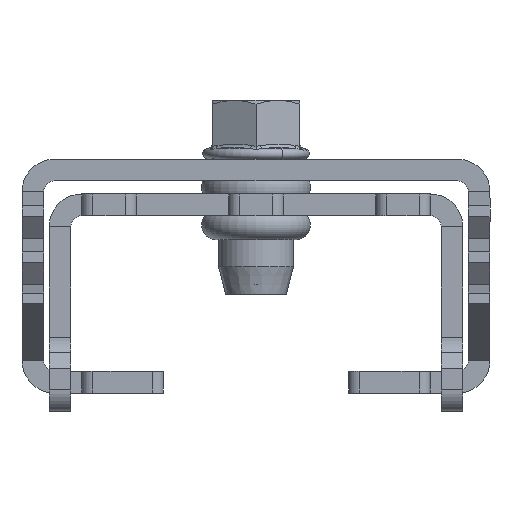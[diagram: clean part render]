
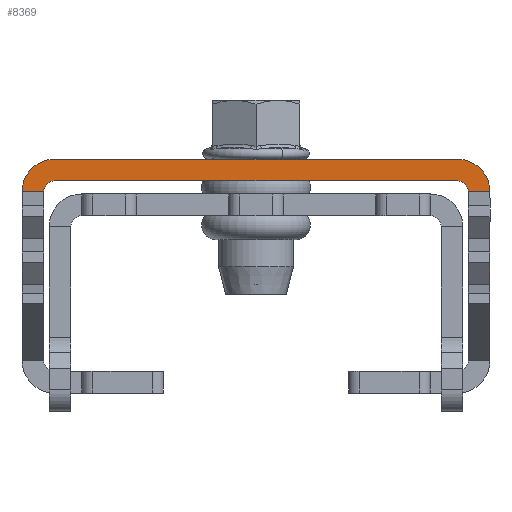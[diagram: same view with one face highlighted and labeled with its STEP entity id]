
A CAD part, left-side view. The second image highlights one B-rep face of the part: STEP entity #8369.
In plain terms, the highlighted face is planar.
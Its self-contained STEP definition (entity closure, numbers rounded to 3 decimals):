
#89 = CARTESIAN_POINT ( 'NONE',  ( -18.5, -2., 8. ) ) ;
#227 = AXIS2_PLACEMENT_3D ( 'NONE', #5870, #7481, #2057 ) ;
#231 = DIRECTION ( 'NONE',  ( 0., 0., -1. ) ) ;
#428 = VERTEX_POINT ( 'NONE', #508 ) ;
#430 = CIRCLE ( 'NONE', #6056, 3. ) ;
#508 = CARTESIAN_POINT ( 'NONE',  ( 19.5, -3., 8. ) ) ;
#574 = ORIENTED_EDGE ( 'NONE', *, *, #7025, .T. ) ;
#792 = VERTEX_POINT ( 'NONE', #9899 ) ;
#834 = LINE ( 'NONE', #8534, #9257 ) ;
#891 = VERTEX_POINT ( 'NONE', #5462 ) ;
#1002 = EDGE_CURVE ( 'NONE', #6347, #7064, #8678, .T. ) ;
#1185 = CIRCLE ( 'NONE', #4877, 1. ) ;
#1261 = CARTESIAN_POINT ( 'NONE',  ( -18.5, 0., 8. ) ) ;
#1369 = CARTESIAN_POINT ( 'NONE',  ( 18.5, -3., 8. ) ) ;
#1421 = EDGE_CURVE ( 'NONE', #2623, #6954, #430, .T. ) ;
#1467 = DIRECTION ( 'NONE',  ( -1., 0., 0. ) ) ;
#1516 = CARTESIAN_POINT ( 'NONE',  ( 18.5, -3., 8. ) ) ;
#1647 = ORIENTED_EDGE ( 'NONE', *, *, #6022, .F. ) ;
#1676 = VERTEX_POINT ( 'NONE', #8656 ) ;
#1708 = DIRECTION ( 'NONE',  ( 1., 0., 0. ) ) ;
#1833 = VECTOR ( 'NONE', #5058, 1000. ) ;
#1905 = CARTESIAN_POINT ( 'NONE',  ( -18.5, -3., 8. ) ) ;
#2057 = DIRECTION ( 'NONE',  ( -1., 0., 0. ) ) ;
#2297 = PLANE ( 'NONE',  #5578 ) ;
#2514 = CARTESIAN_POINT ( 'NONE',  ( -21.5, -3., 8. ) ) ;
#2600 = ORIENTED_EDGE ( 'NONE', *, *, #9614, .T. ) ;
#2616 = DIRECTION ( 'NONE',  ( -1., 0., 0. ) ) ;
#2623 = VERTEX_POINT ( 'NONE', #1261 ) ;
#2982 = AXIS2_PLACEMENT_3D ( 'NONE', #1516, #4580, #2616 ) ;
#3105 = ORIENTED_EDGE ( 'NONE', *, *, #1002, .F. ) ;
#3451 = EDGE_CURVE ( 'NONE', #428, #6347, #1185, .T. ) ;
#3635 = ORIENTED_EDGE ( 'NONE', *, *, #3451, .F. ) ;
#3695 = EDGE_CURVE ( 'NONE', #792, #2623, #7325, .T. ) ;
#4225 = VECTOR ( 'NONE', #4892, 1000. ) ;
#4560 = EDGE_CURVE ( 'NONE', #1676, #792, #8272, .T. ) ;
#4580 = DIRECTION ( 'NONE',  ( 0., 0., 1. ) ) ;
#4877 = AXIS2_PLACEMENT_3D ( 'NONE', #1369, #5284, #1467 ) ;
#4892 = DIRECTION ( 'NONE',  ( -1., 0., 0. ) ) ;
#5009 = DIRECTION ( 'NONE',  ( -1., 0., 0. ) ) ;
#5058 = DIRECTION ( 'NONE',  ( -1., 0., 0. ) ) ;
#5284 = DIRECTION ( 'NONE',  ( 0., 0., 1. ) ) ;
#5462 = CARTESIAN_POINT ( 'NONE',  ( -19.5, -3., 8. ) ) ;
#5578 = AXIS2_PLACEMENT_3D ( 'NONE', #7676, #231, #7169 ) ;
#5703 = CARTESIAN_POINT ( 'NONE',  ( -21.5, -2., 8. ) ) ;
#5870 = CARTESIAN_POINT ( 'NONE',  ( -18.5, -3., 8. ) ) ;
#6022 = EDGE_CURVE ( 'NONE', #7064, #891, #6630, .T. ) ;
#6056 = AXIS2_PLACEMENT_3D ( 'NONE', #1905, #8953, #5009 ) ;
#6240 = EDGE_LOOP ( 'NONE', ( #7069, #9616, #6761, #574, #1647, #3105, #3635, #2600 ) ) ;
#6347 = VERTEX_POINT ( 'NONE', #7982 ) ;
#6630 = CIRCLE ( 'NONE', #227, 1. ) ;
#6761 = ORIENTED_EDGE ( 'NONE', *, *, #1421, .T. ) ;
#6954 = VERTEX_POINT ( 'NONE', #8278 ) ;
#7025 = EDGE_CURVE ( 'NONE', #6954, #891, #834, .T. ) ;
#7064 = VERTEX_POINT ( 'NONE', #89 ) ;
#7069 = ORIENTED_EDGE ( 'NONE', *, *, #4560, .T. ) ;
#7169 = DIRECTION ( 'NONE',  ( -1., 0., 0. ) ) ;
#7325 = LINE ( 'NONE', #8666, #1833 ) ;
#7481 = DIRECTION ( 'NONE',  ( 0., 0., 1. ) ) ;
#7676 = CARTESIAN_POINT ( 'NONE',  ( -21.5, 3., 8. ) ) ;
#7839 = DIRECTION ( 'NONE',  ( 1., 0., 0. ) ) ;
#7982 = CARTESIAN_POINT ( 'NONE',  ( 18.5, -2., 8. ) ) ;
#8272 = CIRCLE ( 'NONE', #2982, 3. ) ;
#8278 = CARTESIAN_POINT ( 'NONE',  ( -21.5, -3., 8. ) ) ;
#8369 = ADVANCED_FACE ( 'NONE', ( #9203 ), #2297, .F. ) ;
#8534 = CARTESIAN_POINT ( 'NONE',  ( -21.5, -3., 8. ) ) ;
#8656 = CARTESIAN_POINT ( 'NONE',  ( 21.5, -3., 8. ) ) ;
#8666 = CARTESIAN_POINT ( 'NONE',  ( -21.5, 0., 8. ) ) ;
#8678 = LINE ( 'NONE', #5703, #4225 ) ;
#8953 = DIRECTION ( 'NONE',  ( 0., 0., 1. ) ) ;
#9035 = VECTOR ( 'NONE', #1708, 1000. ) ;
#9203 = FACE_OUTER_BOUND ( 'NONE', #6240, .T. ) ;
#9257 = VECTOR ( 'NONE', #7839, 1000. ) ;
#9370 = LINE ( 'NONE', #2514, #9035 ) ;
#9614 = EDGE_CURVE ( 'NONE', #428, #1676, #9370, .T. ) ;
#9616 = ORIENTED_EDGE ( 'NONE', *, *, #3695, .T. ) ;
#9899 = CARTESIAN_POINT ( 'NONE',  ( 18.5, 0., 8. ) ) ;
